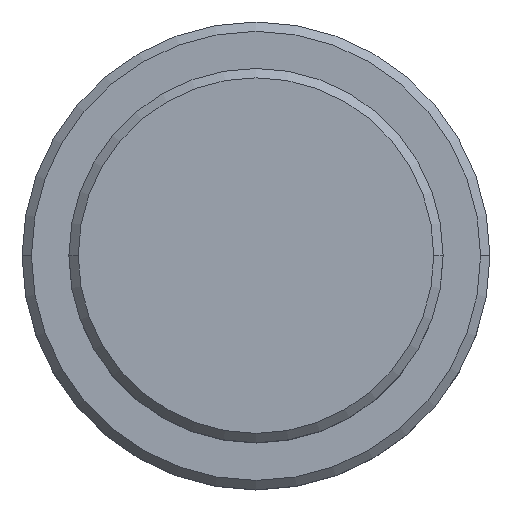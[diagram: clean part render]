
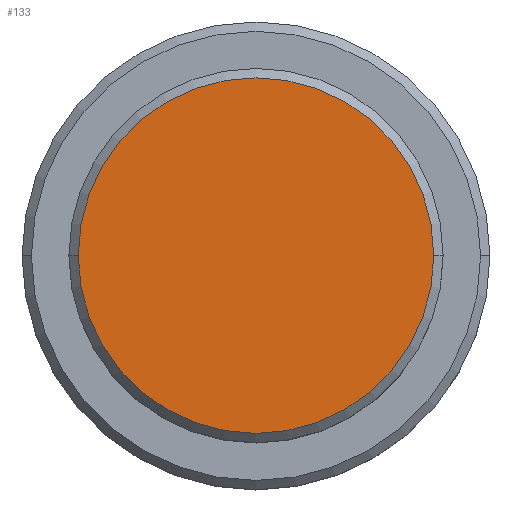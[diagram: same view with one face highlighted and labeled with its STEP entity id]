
A CAD part, top view. The second image highlights one B-rep face of the part: STEP entity #133.
In plain terms, the highlighted planar face has unit normal (0, 0, 1).
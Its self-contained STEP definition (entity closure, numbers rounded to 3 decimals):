
#65 = DIRECTION ( 'NONE',  ( 0., 0., 1. ) ) ;
#77 = DIRECTION ( 'NONE',  ( 0., 0., 1. ) ) ;
#90 = CARTESIAN_POINT ( 'NONE',  ( 0., 0., 0. ) ) ;
#106 = VERTEX_POINT ( 'NONE', #684 ) ;
#133 = ADVANCED_FACE ( 'NONE', ( #1376 ), #926, .T. ) ;
#179 = DIRECTION ( 'NONE',  ( 1., 0., 0. ) ) ;
#202 = EDGE_CURVE ( 'NONE', #106, #546, #577, .T. ) ;
#291 = DIRECTION ( 'NONE',  ( 1., 0., 0. ) ) ;
#324 = CARTESIAN_POINT ( 'NONE',  ( 9.5, 0., 0. ) ) ;
#485 = AXIS2_PLACEMENT_3D ( 'NONE', #90, #849, #1296 ) ;
#519 = EDGE_CURVE ( 'NONE', #546, #106, #1107, .T. ) ;
#546 = VERTEX_POINT ( 'NONE', #324 ) ;
#577 = CIRCLE ( 'NONE', #1043, 9.5 ) ;
#684 = CARTESIAN_POINT ( 'NONE',  ( -9.5, 0., 0. ) ) ;
#839 = CARTESIAN_POINT ( 'NONE',  ( 0., 0., 0. ) ) ;
#849 = DIRECTION ( 'NONE',  ( 0., 0., 1. ) ) ;
#878 = AXIS2_PLACEMENT_3D ( 'NONE', #1161, #65, #179 ) ;
#900 = EDGE_LOOP ( 'NONE', ( #1169, #944 ) ) ;
#926 = PLANE ( 'NONE',  #878 ) ;
#944 = ORIENTED_EDGE ( 'NONE', *, *, #519, .T. ) ;
#1043 = AXIS2_PLACEMENT_3D ( 'NONE', #839, #77, #291 ) ;
#1107 = CIRCLE ( 'NONE', #485, 9.5 ) ;
#1161 = CARTESIAN_POINT ( 'NONE',  ( 0., 0., 0. ) ) ;
#1169 = ORIENTED_EDGE ( 'NONE', *, *, #202, .T. ) ;
#1296 = DIRECTION ( 'NONE',  ( 1., 0., 0. ) ) ;
#1376 = FACE_OUTER_BOUND ( 'NONE', #900, .T. ) ;
